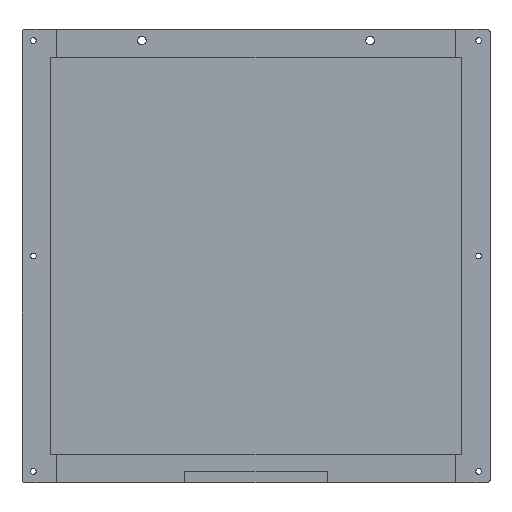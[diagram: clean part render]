
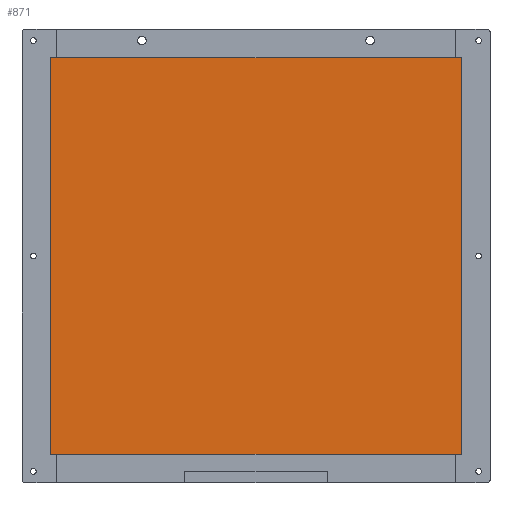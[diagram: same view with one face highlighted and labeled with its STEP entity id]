
A CAD part, top view. The second image highlights one B-rep face of the part: STEP entity #871.
In plain terms, the highlighted planar face has unit normal (0, 0, 1).
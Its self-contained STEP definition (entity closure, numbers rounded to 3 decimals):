
#39 = CARTESIAN_POINT ( 'NONE',  ( 360., -347.5, 7.6 ) ) ;
#51 = CARTESIAN_POINT ( 'NONE',  ( 360., -347.5, 7.6 ) ) ;
#62 = DIRECTION ( 'NONE',  ( 1., 0., 0. ) ) ;
#63 = VECTOR ( 'NONE', #899, 1000. ) ;
#65 = EDGE_CURVE ( 'NONE', #1217, #1115, #218, .T. ) ;
#142 = LINE ( 'NONE', #39, #1193 ) ;
#159 = DIRECTION ( 'NONE',  ( 0., -1., 0. ) ) ;
#169 = VERTEX_POINT ( 'NONE', #1336 ) ;
#185 = ORIENTED_EDGE ( 'NONE', *, *, #65, .T. ) ;
#192 = DIRECTION ( 'NONE',  ( 1., 0., 0. ) ) ;
#194 = AXIS2_PLACEMENT_3D ( 'NONE', #297, #951, #192 ) ;
#218 = LINE ( 'NONE', #897, #63 ) ;
#271 = DIRECTION ( 'NONE',  ( 0., 1., 0. ) ) ;
#297 = CARTESIAN_POINT ( 'NONE',  ( 0., 0., 7.6 ) ) ;
#408 = ORIENTED_EDGE ( 'NONE', *, *, #761, .T. ) ;
#424 = CARTESIAN_POINT ( 'NONE',  ( -360., 347.5, 7.6 ) ) ;
#436 = VECTOR ( 'NONE', #159, 1000. ) ;
#609 = LINE ( 'NONE', #823, #436 ) ;
#665 = FACE_OUTER_BOUND ( 'NONE', #702, .T. ) ;
#681 = VECTOR ( 'NONE', #62, 1000. ) ;
#702 = EDGE_LOOP ( 'NONE', ( #185, #1262, #861, #408 ) ) ;
#742 = VERTEX_POINT ( 'NONE', #51 ) ;
#761 = EDGE_CURVE ( 'NONE', #742, #1217, #142, .T. ) ;
#768 = EDGE_CURVE ( 'NONE', #1115, #169, #609, .T. ) ;
#823 = CARTESIAN_POINT ( 'NONE',  ( -360., 347.5, 7.6 ) ) ;
#861 = ORIENTED_EDGE ( 'NONE', *, *, #867, .T. ) ;
#867 = EDGE_CURVE ( 'NONE', #169, #742, #1081, .T. ) ;
#871 = ADVANCED_FACE ( 'NONE', ( #665 ), #1168, .T. ) ;
#897 = CARTESIAN_POINT ( 'NONE',  ( 360., 347.5, 7.6 ) ) ;
#899 = DIRECTION ( 'NONE',  ( -1., 0., 0. ) ) ;
#951 = DIRECTION ( 'NONE',  ( 0., 0., 1. ) ) ;
#988 = CARTESIAN_POINT ( 'NONE',  ( 360., 347.5, 7.6 ) ) ;
#1081 = LINE ( 'NONE', #1373, #681 ) ;
#1115 = VERTEX_POINT ( 'NONE', #424 ) ;
#1168 = PLANE ( 'NONE',  #194 ) ;
#1193 = VECTOR ( 'NONE', #271, 1000. ) ;
#1217 = VERTEX_POINT ( 'NONE', #988 ) ;
#1262 = ORIENTED_EDGE ( 'NONE', *, *, #768, .T. ) ;
#1336 = CARTESIAN_POINT ( 'NONE',  ( -360., -347.5, 7.6 ) ) ;
#1373 = CARTESIAN_POINT ( 'NONE',  ( -360., -347.5, 7.6 ) ) ;
